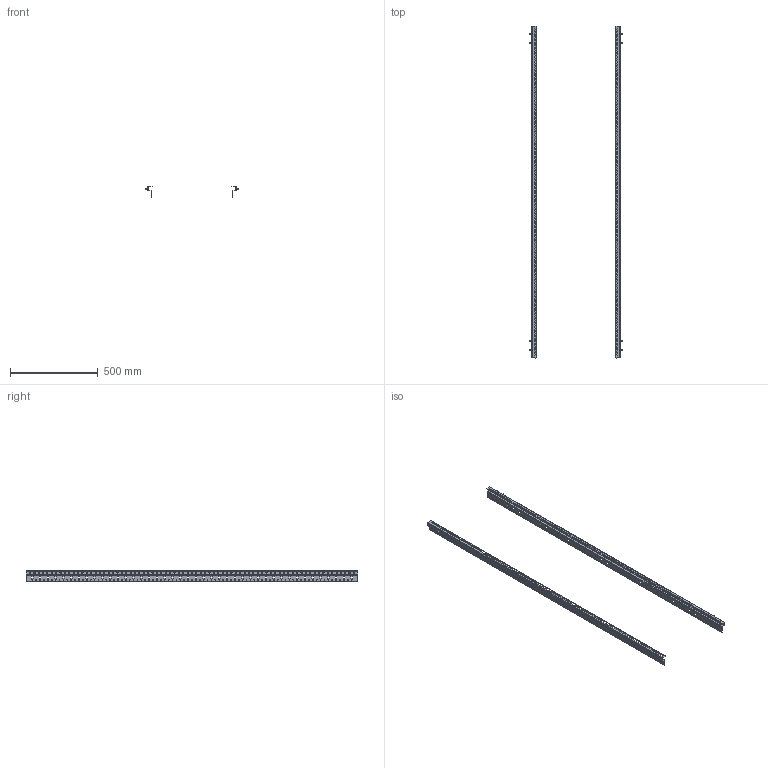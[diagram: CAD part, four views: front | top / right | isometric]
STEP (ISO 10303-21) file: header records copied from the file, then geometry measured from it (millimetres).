
FILE_DESCRIPTION (( 'STEP AP203' ), '1' );
FILE_NAME ('UR39004190006 Êîìïëåêò ïðîôèëåé 19-äþéìîâûõ Ñ-îáðàçíûõ RS52 42U (000.801.390-04) .STEP', '2022-04-26T06:47:27', ( '' ), ( '' ), 'SwSTEP 2.0', 'SolidWorks 2017', '' );
FILE_SCHEMA (( 'CONFIG_CONTROL_DESIGN' ));
Length unit declared in the file: millimetre
Products named in the file (3): 072-15 Ïðîôèëü 19-äþéìîâûé Ñ-îáðàçíûé RS52_04 (200.00) 42U; Âèíò DIN 7500 C TORX_Œ5å16; UR39004190006 Êîìïëåêò ïðîôèëåé 19-äþéìîâûõ Ñ-îáðàçíûõ RS52 42U (000.801.390-04) 
Assembly tree (10 placements, depth 2):
  UR39004190006 Êîìïëåêò ïðîôèëåé 19-äþéìîâûõ Ñ-îáðàçíûõ RS52 42U (000.801.390-04) 
    072-15 Ïðîôèëü 19-äþéìîâûé Ñ-îáðàçíûé RS52_04 (200.00) 42U  x2
    Âèíò DIN 7500 C TORX_Œ5å16  x8
Bounding box: 533 x 1894 x 62.5 mm (x, y, z)
Volume: 728568.7 mm3; surface area: 780725.9 mm2
Topology: 10 solids, 10 shells, 2372 faces, 6968 edges, 4624 vertices
Faces by surface type: plane 1544, cylinder 780, cone 32, sphere 16
Entity records: 37349 total; most frequent: CARTESIAN_POINT 6436, ORIENTED_EDGE 6296, DIRECTION 5957, EDGE_CURVE 3148, VECTOR 2443, LINE 2443, VERTEX_POINT 2090, AXIS2_PLACEMENT_3D 1757
